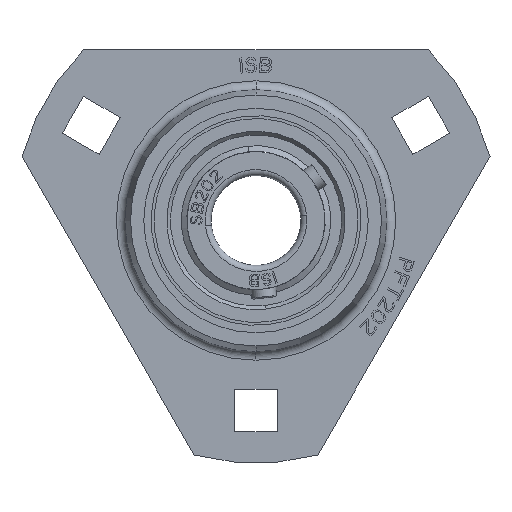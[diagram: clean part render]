
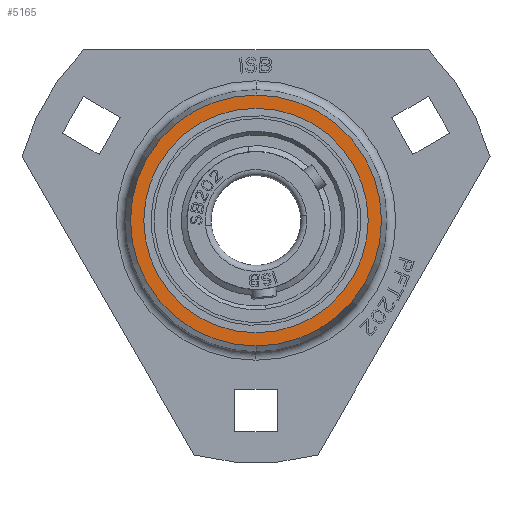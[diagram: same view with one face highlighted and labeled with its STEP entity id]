
A CAD part, front view. The second image highlights one B-rep face of the part: STEP entity #5165.
In plain terms, the highlighted face is planar.
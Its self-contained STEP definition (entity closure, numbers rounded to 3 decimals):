
#1215=CARTESIAN_POINT('',(0.,7.,0.));
#1216=DIRECTION('',(0.,1.,0.));
#1217=DIRECTION('',(0.,0.,-1.));
#1218=AXIS2_PLACEMENT_3D('',#1215,#1216,#1217);
#1230=CARTESIAN_POINT('',(0.,7.,0.));
#1231=DIRECTION('',(0.,1.,0.));
#1232=DIRECTION('',(0.,0.,1.));
#1233=AXIS2_PLACEMENT_3D('',#1230,#1231,#1232);
#1240=CARTESIAN_POINT('',(0.,7.,0.));
#1241=DIRECTION('',(0.,1.,0.));
#1242=DIRECTION('',(0.,0.,-1.));
#1243=AXIS2_PLACEMENT_3D('',#1240,#1241,#1242);
#1245=CARTESIAN_POINT('',(0.,7.,0.));
#1246=DIRECTION('',(0.,1.,0.));
#1247=DIRECTION('',(0.,0.,1.));
#1248=AXIS2_PLACEMENT_3D('',#1245,#1246,#1247);
#3248=CARTESIAN_POINT('',(0.,7.,-18.735));
#3249=CARTESIAN_POINT('',(0.,7.,18.735));
#3250=VERTEX_POINT('',#3248);
#3251=VERTEX_POINT('',#3249);
#3252=CARTESIAN_POINT('',(0.,7.,-20.952));
#3253=CARTESIAN_POINT('',(0.,7.,20.952));
#3254=VERTEX_POINT('',#3252);
#3255=VERTEX_POINT('',#3253);
#5150=CARTESIAN_POINT('',(0.,7.,0.));
#5151=DIRECTION('',(0.,-1.,0.));
#5152=DIRECTION('',(-1.,0.,0.));
#5153=AXIS2_PLACEMENT_3D('',#5150,#5151,#5152);
#5154=PLANE('',#5153);
#5155=ORIENTED_EDGE('',*,*,#5130,.F.);
#5156=ORIENTED_EDGE('',*,*,#5144,.F.);
#5157=EDGE_LOOP('',(#5155,#5156));
#5158=FACE_OUTER_BOUND('',#5157,.F.);
#5160=ORIENTED_EDGE('',*,*,#5159,.T.);
#5162=ORIENTED_EDGE('',*,*,#5161,.T.);
#5163=EDGE_LOOP('',(#5160,#5162));
#5164=FACE_BOUND('',#5163,.F.);
#5165=ADVANCED_FACE('',(#5158,#5164),#5154,.F.);
#1219=CIRCLE('',#1218,20.952);
#1234=CIRCLE('',#1233,20.952);
#1244=CIRCLE('',#1243,18.735);
#1249=CIRCLE('',#1248,18.735);
#5130=EDGE_CURVE('',#3254,#3255,#1219,.T.);
#5144=EDGE_CURVE('',#3255,#3254,#1234,.T.);
#5159=EDGE_CURVE('',#3250,#3251,#1244,.T.);
#5161=EDGE_CURVE('',#3251,#3250,#1249,.T.);
